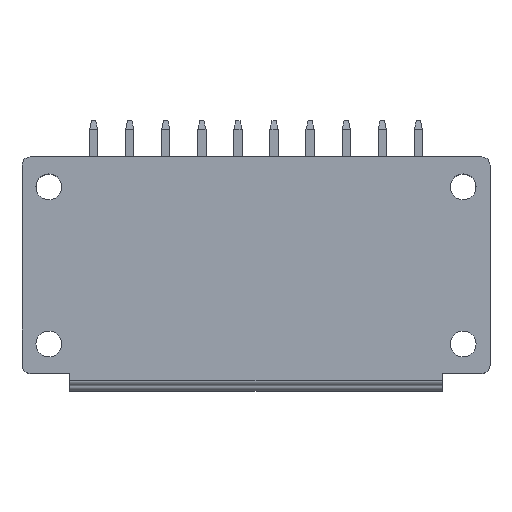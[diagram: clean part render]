
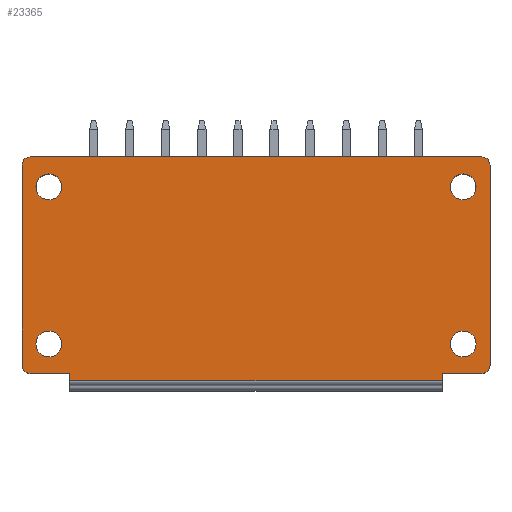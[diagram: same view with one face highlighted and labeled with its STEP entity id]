
A CAD part, top view. The second image highlights one B-rep face of the part: STEP entity #23365.
In plain terms, the highlighted planar face has unit normal (0, 0, 1).
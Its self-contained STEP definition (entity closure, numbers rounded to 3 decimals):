
#400=CARTESIAN_POINT('',(-38.3,-6.74,9.2));
#401=DIRECTION('',(0.,0.,-1.));
#402=DIRECTION('',(-1.,0.,0.));
#403=AXIS2_PLACEMENT_3D('',#400,#401,#402);
#405=CARTESIAN_POINT('',(-38.3,-6.74,9.2));
#406=DIRECTION('',(0.,0.,-1.));
#407=DIRECTION('',(1.,0.,0.));
#408=AXIS2_PLACEMENT_3D('',#405,#406,#407);
#410=CARTESIAN_POINT('',(-38.3,8.5,9.2));
#411=DIRECTION('',(0.,0.,-1.));
#412=DIRECTION('',(-1.,0.,0.));
#413=AXIS2_PLACEMENT_3D('',#410,#411,#412);
#415=CARTESIAN_POINT('',(-38.3,8.5,9.2));
#416=DIRECTION('',(0.,0.,-1.));
#417=DIRECTION('',(1.,0.,0.));
#418=AXIS2_PLACEMENT_3D('',#415,#416,#417);
#420=CARTESIAN_POINT('',(1.9,-6.74,9.2));
#421=DIRECTION('',(0.,0.,1.));
#422=DIRECTION('',(1.,0.,0.));
#423=AXIS2_PLACEMENT_3D('',#420,#421,#422);
#425=CARTESIAN_POINT('',(1.9,-6.74,9.2));
#426=DIRECTION('',(0.,0.,1.));
#427=DIRECTION('',(-1.,0.,0.));
#428=AXIS2_PLACEMENT_3D('',#425,#426,#427);
#430=CARTESIAN_POINT('',(1.9,8.5,9.2));
#431=DIRECTION('',(0.,0.,1.));
#432=DIRECTION('',(1.,0.,0.));
#433=AXIS2_PLACEMENT_3D('',#430,#431,#432);
#435=CARTESIAN_POINT('',(1.9,8.5,9.2));
#436=DIRECTION('',(0.,0.,1.));
#437=DIRECTION('',(-1.,0.,0.));
#438=AXIS2_PLACEMENT_3D('',#435,#436,#437);
#440=DIRECTION('',(0.,-1.,0.));
#441=VECTOR('',#440,0.7);
#442=CARTESIAN_POINT('',(-36.25,-9.6,9.2));
#443=LINE('',#442,#441);
#444=DIRECTION('',(1.,0.,0.));
#445=VECTOR('',#444,3.85);
#446=CARTESIAN_POINT('',(-40.1,-9.6,9.2));
#447=LINE('',#446,#445);
#448=CARTESIAN_POINT('',(-40.1,-8.8,9.2));
#449=DIRECTION('',(0.,0.,1.));
#450=DIRECTION('',(-1.,0.,0.));
#451=AXIS2_PLACEMENT_3D('',#448,#449,#450);
#453=CARTESIAN_POINT('',(-40.1,10.6,9.2));
#454=DIRECTION('',(0.,0.,1.));
#455=DIRECTION('',(0.,1.,0.));
#456=AXIS2_PLACEMENT_3D('',#453,#454,#455);
#458=CARTESIAN_POINT('',(3.7,10.6,9.2));
#459=DIRECTION('',(0.,0.,-1.));
#460=DIRECTION('',(0.,1.,0.));
#461=AXIS2_PLACEMENT_3D('',#458,#459,#460);
#463=CARTESIAN_POINT('',(3.7,-8.8,9.2));
#464=DIRECTION('',(0.,0.,-1.));
#465=DIRECTION('',(1.,0.,0.));
#466=AXIS2_PLACEMENT_3D('',#463,#464,#465);
#468=DIRECTION('',(-1.,0.,0.));
#469=VECTOR('',#468,3.85);
#470=CARTESIAN_POINT('',(3.7,-9.6,9.2));
#471=LINE('',#470,#469);
#472=DIRECTION('',(0.,-1.,0.));
#473=VECTOR('',#472,0.7);
#474=CARTESIAN_POINT('',(-0.15,-9.6,9.2));
#475=LINE('',#474,#473);
#8256=DIRECTION('',(0.,-1.,0.));
#8257=VECTOR('',#8256,19.4);
#8258=CARTESIAN_POINT('',(-40.9,10.6,9.2));
#8259=LINE('',#8258,#8257);
#8584=DIRECTION('',(-1.,0.,0.));
#8585=VECTOR('',#8584,43.8);
#8586=CARTESIAN_POINT('',(3.7,11.4,9.2));
#8587=LINE('',#8586,#8585);
#9876=DIRECTION('',(0.,1.,0.));
#9877=VECTOR('',#9876,19.4);
#9878=CARTESIAN_POINT('',(4.5,-8.8,9.2));
#9879=LINE('',#9878,#9877);
#9951=DIRECTION('',(-1.,0.,0.));
#9952=VECTOR('',#9951,36.1);
#9953=CARTESIAN_POINT('',(-0.15,-10.3,9.2));
#9954=LINE('',#9953,#9952);
#21408=CARTESIAN_POINT('',(-0.15,-10.3,9.2));
#21410=VERTEX_POINT('',#21408);
#22334=CARTESIAN_POINT('',(-36.25,-10.3,9.2));
#22336=VERTEX_POINT('',#22334);
#22832=CARTESIAN_POINT('',(3.15,8.5,9.2));
#22833=CARTESIAN_POINT('',(0.65,8.5,9.2));
#22834=VERTEX_POINT('',#22832);
#22835=VERTEX_POINT('',#22833);
#22836=CARTESIAN_POINT('',(3.15,-6.74,9.2));
#22837=CARTESIAN_POINT('',(0.65,-6.74,9.2));
#22838=VERTEX_POINT('',#22836);
#22839=VERTEX_POINT('',#22837);
#22840=CARTESIAN_POINT('',(3.7,11.4,9.2));
#22841=CARTESIAN_POINT('',(4.5,10.6,9.2));
#22842=VERTEX_POINT('',#22840);
#22843=VERTEX_POINT('',#22841);
#22844=CARTESIAN_POINT('',(4.5,-8.8,9.2));
#22845=CARTESIAN_POINT('',(3.7,-9.6,9.2));
#22846=VERTEX_POINT('',#22844);
#22847=VERTEX_POINT('',#22845);
#22848=CARTESIAN_POINT('',(-0.15,-9.6,9.2));
#22849=VERTEX_POINT('',#22848);
#22882=CARTESIAN_POINT('',(-39.55,8.5,9.2));
#22883=CARTESIAN_POINT('',(-37.05,8.5,9.2));
#22884=VERTEX_POINT('',#22882);
#22885=VERTEX_POINT('',#22883);
#22886=CARTESIAN_POINT('',(-39.55,-6.74,9.2));
#22887=CARTESIAN_POINT('',(-37.05,-6.74,9.2));
#22888=VERTEX_POINT('',#22886);
#22889=VERTEX_POINT('',#22887);
#22890=CARTESIAN_POINT('',(-40.1,11.4,9.2));
#22891=CARTESIAN_POINT('',(-40.9,10.6,9.2));
#22892=VERTEX_POINT('',#22890);
#22893=VERTEX_POINT('',#22891);
#22894=CARTESIAN_POINT('',(-40.9,-8.8,9.2));
#22895=CARTESIAN_POINT('',(-40.1,-9.6,9.2));
#22896=VERTEX_POINT('',#22894);
#22897=VERTEX_POINT('',#22895);
#22898=CARTESIAN_POINT('',(-36.25,-9.6,9.2));
#22899=VERTEX_POINT('',#22898);
#23312=CARTESIAN_POINT('',(0.,11.4,9.2));
#23313=DIRECTION('',(0.,0.,1.));
#23314=DIRECTION('',(0.,-1.,0.));
#23315=AXIS2_PLACEMENT_3D('',#23312,#23313,#23314);
#23316=PLANE('',#23315);
#23318=ORIENTED_EDGE('',*,*,#23317,.F.);
#23320=ORIENTED_EDGE('',*,*,#23319,.F.);
#23322=ORIENTED_EDGE('',*,*,#23321,.F.);
#23324=ORIENTED_EDGE('',*,*,#23323,.F.);
#23326=ORIENTED_EDGE('',*,*,#23325,.F.);
#23328=ORIENTED_EDGE('',*,*,#23327,.F.);
#23330=ORIENTED_EDGE('',*,*,#23329,.T.);
#23332=ORIENTED_EDGE('',*,*,#23331,.F.);
#23334=ORIENTED_EDGE('',*,*,#23333,.T.);
#23336=ORIENTED_EDGE('',*,*,#23335,.T.);
#23338=ORIENTED_EDGE('',*,*,#23337,.T.);
#23340=ORIENTED_EDGE('',*,*,#23339,.T.);
#23341=EDGE_LOOP('',(#23318,#23320,#23322,#23324,#23326,#23328,#23330,#23332,
#23334,#23336,#23338,#23340));
#23342=FACE_OUTER_BOUND('',#23341,.F.);
#23343=ORIENTED_EDGE('',*,*,#23292,.F.);
#23344=ORIENTED_EDGE('',*,*,#23306,.F.);
#23345=EDGE_LOOP('',(#23343,#23344));
#23346=FACE_BOUND('',#23345,.F.);
#23348=ORIENTED_EDGE('',*,*,#23347,.T.);
#23350=ORIENTED_EDGE('',*,*,#23349,.T.);
#23351=EDGE_LOOP('',(#23348,#23350));
#23352=FACE_BOUND('',#23351,.F.);
#23354=ORIENTED_EDGE('',*,*,#23353,.T.);
#23356=ORIENTED_EDGE('',*,*,#23355,.T.);
#23357=EDGE_LOOP('',(#23354,#23356));
#23358=FACE_BOUND('',#23357,.F.);
#23360=ORIENTED_EDGE('',*,*,#23359,.F.);
#23362=ORIENTED_EDGE('',*,*,#23361,.F.);
#23363=EDGE_LOOP('',(#23360,#23362));
#23364=FACE_BOUND('',#23363,.F.);
#23365=ADVANCED_FACE('',(#23342,#23346,#23352,#23358,#23364),#23316,.T.);
#404=CIRCLE('',#403,1.25);
#409=CIRCLE('',#408,1.25);
#414=CIRCLE('',#413,1.25);
#419=CIRCLE('',#418,1.25);
#424=CIRCLE('',#423,1.25);
#429=CIRCLE('',#428,1.25);
#434=CIRCLE('',#433,1.25);
#439=CIRCLE('',#438,1.25);
#452=CIRCLE('',#451,0.8);
#457=CIRCLE('',#456,0.8);
#462=CIRCLE('',#461,0.8);
#467=CIRCLE('',#466,0.8);
#23292=EDGE_CURVE('',#22884,#22885,#414,.T.);
#23306=EDGE_CURVE('',#22885,#22884,#419,.T.);
#23317=EDGE_CURVE('',#22899,#22336,#443,.T.);
#23319=EDGE_CURVE('',#22897,#22899,#447,.T.);
#23321=EDGE_CURVE('',#22896,#22897,#452,.T.);
#23323=EDGE_CURVE('',#22893,#22896,#8259,.T.);
#23325=EDGE_CURVE('',#22892,#22893,#457,.T.);
#23327=EDGE_CURVE('',#22842,#22892,#8587,.T.);
#23329=EDGE_CURVE('',#22842,#22843,#462,.T.);
#23331=EDGE_CURVE('',#22846,#22843,#9879,.T.);
#23333=EDGE_CURVE('',#22846,#22847,#467,.T.);
#23335=EDGE_CURVE('',#22847,#22849,#471,.T.);
#23337=EDGE_CURVE('',#22849,#21410,#475,.T.);
#23339=EDGE_CURVE('',#21410,#22336,#9954,.T.);
#23347=EDGE_CURVE('',#22838,#22839,#424,.T.);
#23349=EDGE_CURVE('',#22839,#22838,#429,.T.);
#23353=EDGE_CURVE('',#22834,#22835,#434,.T.);
#23355=EDGE_CURVE('',#22835,#22834,#439,.T.);
#23359=EDGE_CURVE('',#22888,#22889,#404,.T.);
#23361=EDGE_CURVE('',#22889,#22888,#409,.T.);
